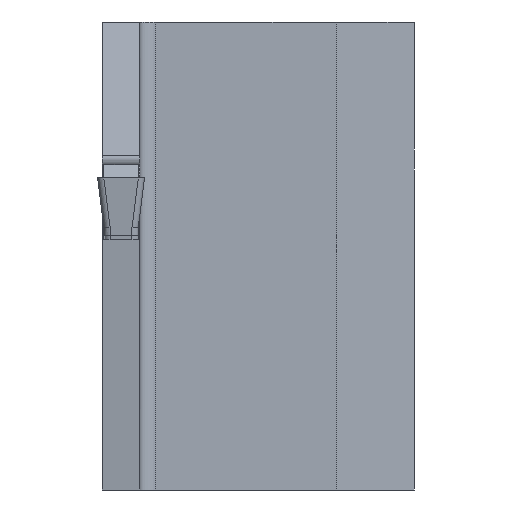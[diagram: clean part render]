
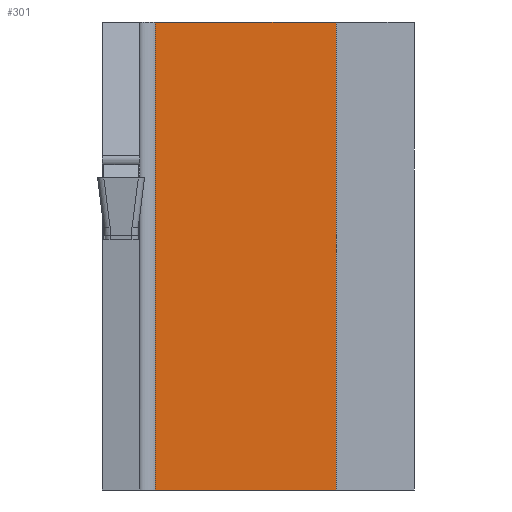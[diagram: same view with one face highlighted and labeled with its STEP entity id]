
A CAD part, left-side view. The second image highlights one B-rep face of the part: STEP entity #301.
In plain terms, the highlighted planar face has unit normal (-1, 0, 0).
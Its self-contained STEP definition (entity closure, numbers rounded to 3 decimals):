
#301=ADVANCED_FACE('',(#384),#350,.T.);
#350=PLANE('',#1158);
#384=FACE_OUTER_BOUND('',#433,.T.);
#433=EDGE_LOOP('',(#512,#513,#514,#515));
#512=ORIENTED_EDGE('',*,*,#860,.F.);
#513=ORIENTED_EDGE('',*,*,#861,.T.);
#514=ORIENTED_EDGE('',*,*,#862,.T.);
#515=ORIENTED_EDGE('',*,*,#863,.T.);
#774=VERTEX_POINT('',#1561);
#775=VERTEX_POINT('',#1562);
#776=VERTEX_POINT('',#1564);
#777=VERTEX_POINT('',#1566);
#860=EDGE_CURVE('',#774,#775,#988,.T.);
#861=EDGE_CURVE('',#774,#776,#989,.T.);
#862=EDGE_CURVE('',#776,#777,#990,.T.);
#863=EDGE_CURVE('',#777,#775,#991,.T.);
#988=LINE('',#1560,#1079);
#989=LINE('',#1563,#1080);
#990=LINE('',#1565,#1081);
#991=LINE('',#1567,#1082);
#1079=VECTOR('',#1274,1.);
#1080=VECTOR('',#1275,1.);
#1081=VECTOR('',#1276,1.);
#1082=VECTOR('',#1277,1.);
#1158=AXIS2_PLACEMENT_3D('',#1568,#1278,#1279);
#1274=DIRECTION('',(0.,-1.,0.));
#1275=DIRECTION('',(0.,0.,-1.));
#1276=DIRECTION('',(0.,-1.,0.));
#1277=DIRECTION('',(0.,0.,1.));
#1278=DIRECTION('',(-1.,0.,0.));
#1279=DIRECTION('',(0.,0.,1.));
#1560=CARTESIAN_POINT('',(21.,-7.7,10.));
#1561=CARTESIAN_POINT('',(21.,16.6,10.));
#1562=CARTESIAN_POINT('',(21.,5.,10.));
#1563=CARTESIAN_POINT('',(21.,16.6,10.));
#1564=CARTESIAN_POINT('',(21.,16.6,-20.));
#1565=CARTESIAN_POINT('',(21.,-7.7,-20.));
#1566=CARTESIAN_POINT('',(21.,5.,-20.));
#1567=CARTESIAN_POINT('',(21.,5.,30.));
#1568=CARTESIAN_POINT('',(21.,-7.7,10.));
